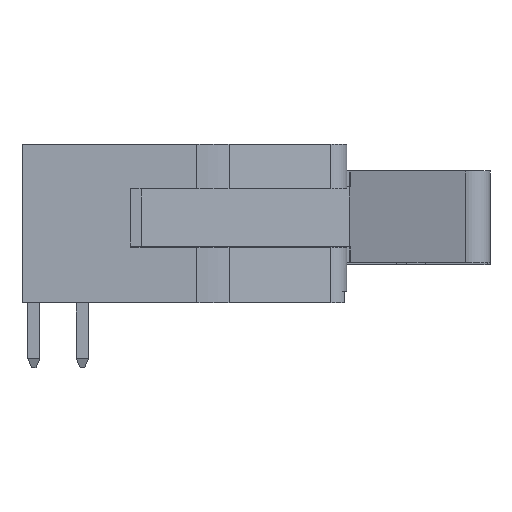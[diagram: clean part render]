
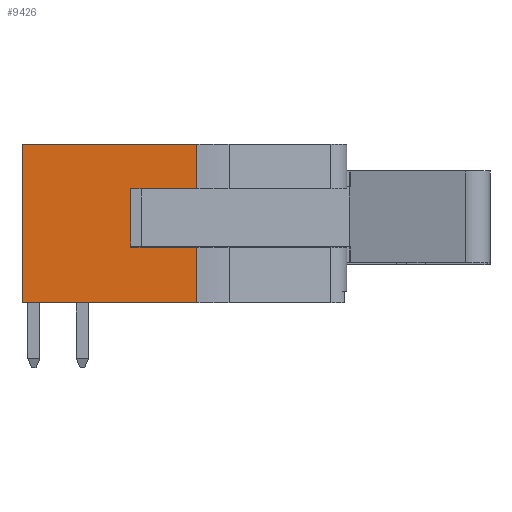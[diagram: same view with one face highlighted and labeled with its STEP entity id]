
A CAD part, front view. The second image highlights one B-rep face of the part: STEP entity #9426.
In plain terms, the highlighted face is planar.
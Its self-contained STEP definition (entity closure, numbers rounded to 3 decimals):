
#1260=ORIENTED_EDGE('',*,*,#3022,.F.);
#1261=ORIENTED_EDGE('',*,*,#3011,.F.);
#1262=ORIENTED_EDGE('',*,*,#3016,.T.);
#1263=ORIENTED_EDGE('',*,*,#3462,.F.);
#1264=ORIENTED_EDGE('',*,*,#3477,.T.);
#1265=ORIENTED_EDGE('',*,*,#3478,.T.);
#1266=ORIENTED_EDGE('',*,*,#3479,.F.);
#1267=ORIENTED_EDGE('',*,*,#3412,.F.);
#3011=EDGE_CURVE('',#4351,#4352,#5238,.T.);
#3016=EDGE_CURVE('',#4351,#4356,#5241,.T.);
#3022=EDGE_CURVE('',#4352,#4361,#5246,.T.);
#3412=EDGE_CURVE('',#4361,#4618,#5595,.T.);
#3462=EDGE_CURVE('',#4636,#4356,#5642,.T.);
#3477=EDGE_CURVE('',#4636,#4643,#5654,.T.);
#3478=EDGE_CURVE('',#4643,#4644,#5655,.T.);
#3479=EDGE_CURVE('',#4618,#4644,#5656,.T.);
#4351=VERTEX_POINT('',#13335);
#4352=VERTEX_POINT('',#13337);
#4356=VERTEX_POINT('',#13346);
#4361=VERTEX_POINT('',#13359);
#4618=VERTEX_POINT('',#14102);
#4636=VERTEX_POINT('',#14212);
#4643=VERTEX_POINT('',#14246);
#4644=VERTEX_POINT('',#14248);
#5238=LINE('',#13336,#6483);
#5241=LINE('',#13347,#6486);
#5246=LINE('',#13358,#6491);
#5595=LINE('',#14101,#6840);
#5642=LINE('',#14213,#6887);
#5654=LINE('',#14245,#6899);
#5655=LINE('',#14247,#6900);
#5656=LINE('',#14249,#6901);
#6483=VECTOR('',#10740,1000.);
#6486=VECTOR('',#10749,1000.);
#6491=VECTOR('',#10758,1000.);
#6840=VECTOR('',#11381,1000.);
#6887=VECTOR('',#11520,1000.);
#6899=VECTOR('',#11560,1000.);
#6900=VECTOR('',#11561,1000.);
#6901=VECTOR('',#11562,1000.);
#7820=EDGE_LOOP('',(#1260,#1261,#1262,#1263,#1264,#1265,#1266,#1267));
#8399=FACE_BOUND('',#7820,.T.);
#8931=PLANE('',#10163);
#9426=ADVANCED_FACE('',(#8399),#8931,.T.);
#10163=AXIS2_PLACEMENT_3D('',#14244,#11558,#11559);
#10740=DIRECTION('',(0.,1.,0.));
#10749=DIRECTION('',(0.,0.,1.));
#10758=DIRECTION('',(0.,0.,1.));
#11381=DIRECTION('',(0.,1.,0.));
#11520=DIRECTION('',(0.,1.,0.));
#11558=DIRECTION('',(1.,0.,0.));
#11559=DIRECTION('',(0.,0.,-1.));
#11560=DIRECTION('',(0.,0.,-1.));
#11561=DIRECTION('',(0.,1.,0.));
#11562=DIRECTION('',(0.,0.,-1.));
#13335=CARTESIAN_POINT('',(18.64,-1.825,0.7));
#13336=CARTESIAN_POINT('',(18.64,-1.825,0.7));
#13337=CARTESIAN_POINT('',(18.64,1.225,0.7));
#13346=CARTESIAN_POINT('',(18.64,-1.825,4.149));
#13347=CARTESIAN_POINT('',(18.64,-1.825,0.7));
#13358=CARTESIAN_POINT('',(18.64,1.225,0.7));
#13359=CARTESIAN_POINT('',(18.64,1.225,4.149));
#14101=CARTESIAN_POINT('',(18.64,-4.15,4.149));
#14102=CARTESIAN_POINT('',(18.64,4.15,4.149));
#14212=CARTESIAN_POINT('',(18.64,-4.15,4.149));
#14213=CARTESIAN_POINT('',(18.64,-4.15,4.149));
#14244=CARTESIAN_POINT('',(18.64,-4.15,5.));
#14245=CARTESIAN_POINT('',(18.64,-4.15,5.));
#14246=CARTESIAN_POINT('',(18.64,-4.15,-5.));
#14247=CARTESIAN_POINT('',(18.64,-4.15,-5.));
#14248=CARTESIAN_POINT('',(18.64,4.15,-5.));
#14249=CARTESIAN_POINT('',(18.64,4.15,5.));
